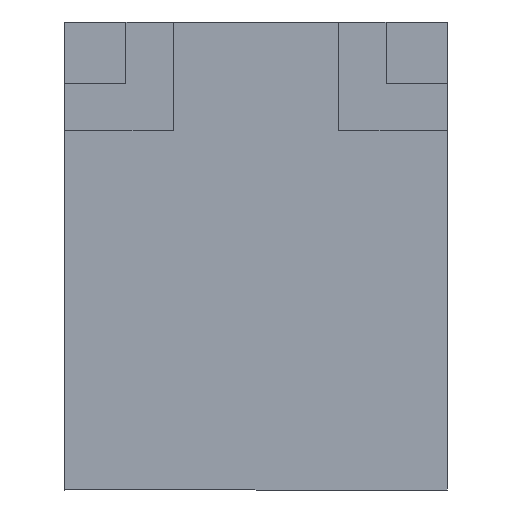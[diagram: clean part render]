
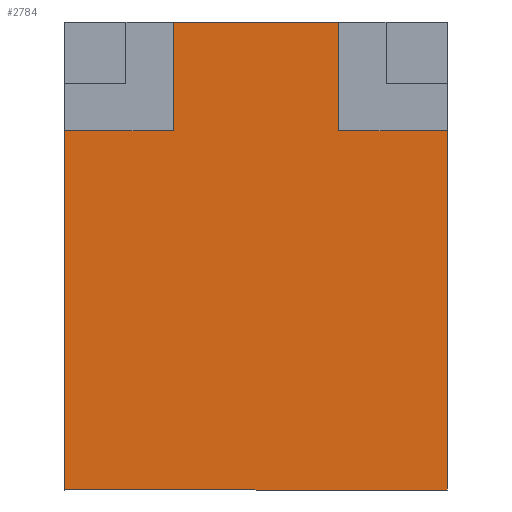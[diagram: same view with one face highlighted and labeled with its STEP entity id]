
A CAD part, front view. The second image highlights one B-rep face of the part: STEP entity #2784.
In plain terms, the highlighted planar face has unit normal (0, -1, 0).
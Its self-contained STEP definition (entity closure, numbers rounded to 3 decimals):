
#2784=ADVANCED_FACE('',(#7629),#7631,.T.);
#7629=FACE_BOUND('',#7630,.T.);
#7630=EDGE_LOOP('',(#9344,#9345,#9346,#9347,#9348,#9349,#9350,#9351));
#7631=PLANE('',#7632);
#7632=AXIS2_PLACEMENT_3D('',#7633,#7634,#7635);
#7633=CARTESIAN_POINT('',(0.,-2.308,4.65));
#7634=DIRECTION('',(0.,-1.,0.));
#7635=DIRECTION('',(-1.,0.,0.));
#9344=ORIENTED_EDGE('',*,*,#10233,.F.);
#9345=ORIENTED_EDGE('',*,*,#10234,.T.);
#9346=ORIENTED_EDGE('',*,*,#10235,.F.);
#9347=ORIENTED_EDGE('',*,*,#10227,.F.);
#9348=ORIENTED_EDGE('',*,*,#10236,.T.);
#9349=ORIENTED_EDGE('',*,*,#10237,.F.);
#9350=ORIENTED_EDGE('',*,*,#10238,.F.);
#9351=ORIENTED_EDGE('',*,*,#10239,.F.);
#10227=EDGE_CURVE('',#11608,#11610,#11611,.T.);
#10233=EDGE_CURVE('',#11620,#11621,#11622,.T.);
#10234=EDGE_CURVE('',#11620,#11623,#11624,.T.);
#10235=EDGE_CURVE('',#11610,#11623,#11625,.T.);
#10236=EDGE_CURVE('',#11608,#11626,#11627,.T.);
#10237=EDGE_CURVE('',#11628,#11626,#11629,.T.);
#10238=EDGE_CURVE('',#11630,#11628,#11631,.T.);
#10239=EDGE_CURVE('',#11621,#11630,#11632,.T.);
#11608=VERTEX_POINT('',#21954);
#11610=VERTEX_POINT('',#21958);
#11611=LINE('',#21959,#21960);
#11620=VERTEX_POINT('',#21980);
#11621=VERTEX_POINT('',#21981);
#11622=LINE('',#21982,#21983);
#11623=VERTEX_POINT('',#21985);
#11624=LINE('',#21986,#21987);
#11625=LINE('',#21989,#21990);
#11626=VERTEX_POINT('',#21992);
#11627=LINE('',#21993,#21994);
#11628=VERTEX_POINT('',#21996);
#11629=LINE('',#21997,#21998);
#11630=VERTEX_POINT('',#22000);
#11631=LINE('',#22001,#22002);
#11632=LINE('',#22004,#22005);
#21954=CARTESIAN_POINT('',(-1.75,-2.308,9.6));
#21958=CARTESIAN_POINT('',(1.75,-2.308,9.6));
#21959=CARTESIAN_POINT('',(-1.75,-2.308,9.6));
#21960=VECTOR('',#21961,1.);
#21961=DIRECTION('',(1.,0.,0.));
#21980=CARTESIAN_POINT('',(4.05,-2.308,7.3));
#21981=CARTESIAN_POINT('',(4.05,-2.308,-0.3));
#21982=CARTESIAN_POINT('',(4.05,-2.308,7.3));
#21983=VECTOR('',#21984,1.);
#21984=DIRECTION('',(0.,0.,-1.));
#21985=CARTESIAN_POINT('',(1.75,-2.308,7.3));
#21986=CARTESIAN_POINT('',(4.05,-2.308,7.3));
#21987=VECTOR('',#21988,1.);
#21988=DIRECTION('',(-1.,0.,0.));
#21989=CARTESIAN_POINT('',(1.75,-2.308,9.6));
#21990=VECTOR('',#21991,1.);
#21991=DIRECTION('',(0.,0.,-1.));
#21992=CARTESIAN_POINT('',(-1.75,-2.308,7.3));
#21993=CARTESIAN_POINT('',(-1.75,-2.308,9.6));
#21994=VECTOR('',#21995,1.);
#21995=DIRECTION('',(0.,0.,-1.));
#21996=CARTESIAN_POINT('',(-4.05,-2.308,7.3));
#21997=CARTESIAN_POINT('',(-4.05,-2.308,7.3));
#21998=VECTOR('',#21999,1.);
#21999=DIRECTION('',(1.,0.,0.));
#22000=CARTESIAN_POINT('',(-4.05,-2.308,-0.3));
#22001=CARTESIAN_POINT('',(-4.05,-2.308,-0.3));
#22002=VECTOR('',#22003,1.);
#22003=DIRECTION('',(0.,0.,1.));
#22004=CARTESIAN_POINT('',(4.05,-2.308,-0.3));
#22005=VECTOR('',#22006,1.);
#22006=DIRECTION('',(-1.,0.,0.));
